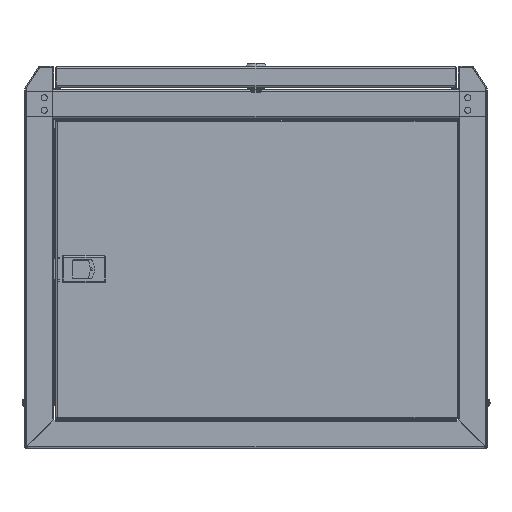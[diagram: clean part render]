
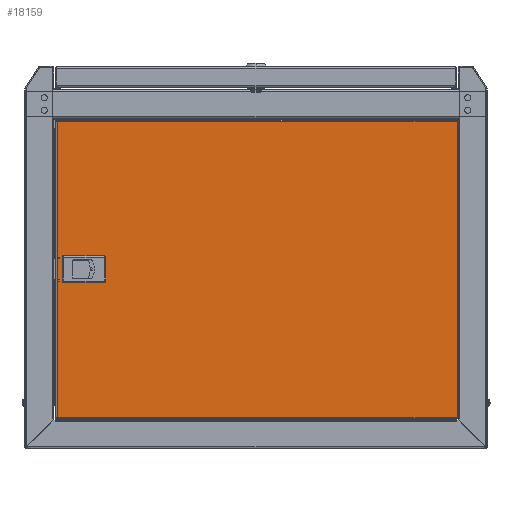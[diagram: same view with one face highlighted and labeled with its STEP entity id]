
A CAD part, left-side view. The second image highlights one B-rep face of the part: STEP entity #18159.
In plain terms, the highlighted face is planar.
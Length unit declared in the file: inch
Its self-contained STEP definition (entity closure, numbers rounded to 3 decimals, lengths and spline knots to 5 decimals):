
#928 = EDGE_CURVE ( 'NONE', #4266, #2497, #22180, .T. ) ;
#2356 = LINE ( 'NONE', #66217, #32364 ) ;
#2497 = VERTEX_POINT ( 'NONE', #75061 ) ;
#2829 = FACE_BOUND ( 'NONE', #12135, .T. ) ;
#4266 = VERTEX_POINT ( 'NONE', #29962 ) ;
#4552 = CARTESIAN_POINT ( 'NONE',  ( 0., 8.22343, 0.0315 ) ) ;
#5162 = VERTEX_POINT ( 'NONE', #42185 ) ;
#5372 = DIRECTION ( 'NONE',  ( 1., 0., 0. ) ) ;
#8783 = ORIENTED_EDGE ( 'NONE', *, *, #25336, .T. ) ;
#10042 = ORIENTED_EDGE ( 'NONE', *, *, #42710, .T. ) ;
#12135 = EDGE_LOOP ( 'NONE', ( #10042, #61528, #60524, #56477 ) ) ;
#12455 = LINE ( 'NONE', #18695, #80171 ) ;
#14044 = ORIENTED_EDGE ( 'NONE', *, *, #24878, .T. ) ;
#16527 = CARTESIAN_POINT ( 'NONE',  ( -0.47938, 7.07948, 0.0315 ) ) ;
#18159 = ADVANCED_FACE ( 'NONE', ( #2829, #34906 ), #79228, .T. ) ;
#18323 = CARTESIAN_POINT ( 'NONE',  ( -0.47938, 7.87092, 0.0315 ) ) ;
#18333 = CARTESIAN_POINT ( 'NONE',  ( 6.10039, -8.24311, 0.0315 ) ) ;
#18695 = CARTESIAN_POINT ( 'NONE',  ( 0., -8.24311, 0.0315 ) ) ;
#20355 = ORIENTED_EDGE ( 'NONE', *, *, #21025, .T. ) ;
#20460 = ORIENTED_EDGE ( 'NONE', *, *, #35541, .T. ) ;
#21025 = EDGE_CURVE ( 'NONE', #58234, #49315, #73018, .T. ) ;
#22180 = LINE ( 'NONE', #73941, #29826 ) ;
#24878 = EDGE_CURVE ( 'NONE', #49315, #43464, #61727, .T. ) ;
#25336 = EDGE_CURVE ( 'NONE', #43464, #57226, #49252, .T. ) ;
#26025 = EDGE_CURVE ( 'NONE', #5162, #4266, #38998, .T. ) ;
#28388 = VECTOR ( 'NONE', #34952, 39.37008 ) ;
#29401 = DIRECTION ( 'NONE',  ( 1., 0., 0. ) ) ;
#29826 = VECTOR ( 'NONE', #47621, 39.37008 ) ;
#29962 = CARTESIAN_POINT ( 'NONE',  ( 0.47938, 6.28805, 0.0315 ) ) ;
#30618 = CARTESIAN_POINT ( 'NONE',  ( 0., 0., 0.0315 ) ) ;
#32364 = VECTOR ( 'NONE', #29401, 39.37008 ) ;
#34906 = FACE_OUTER_BOUND ( 'NONE', #74605, .T. ) ;
#34952 = DIRECTION ( 'NONE',  ( 0., 1., 0. ) ) ;
#35324 = DIRECTION ( 'NONE',  ( 0., 0., 1. ) ) ;
#35541 = EDGE_CURVE ( 'NONE', #57226, #58234, #12455, .T. ) ;
#38998 = LINE ( 'NONE', #58244, #43649 ) ;
#42185 = CARTESIAN_POINT ( 'NONE',  ( 0.47938, 7.87092, 0.0315 ) ) ;
#42563 = DIRECTION ( 'NONE',  ( 0., -1., 0. ) ) ;
#42710 = EDGE_CURVE ( 'NONE', #2497, #50534, #72932, .T. ) ;
#43464 = VERTEX_POINT ( 'NONE', #48349 ) ;
#43649 = VECTOR ( 'NONE', #51140, 39.37008 ) ;
#47038 = DIRECTION ( 'NONE',  ( 1., 0., 0. ) ) ;
#47621 = DIRECTION ( 'NONE',  ( -1., 0., 0. ) ) ;
#47786 = AXIS2_PLACEMENT_3D ( 'NONE', #30618, #35324, #47038 ) ;
#48027 = CARTESIAN_POINT ( 'NONE',  ( -6.10039, 0., 0.0315 ) ) ;
#48349 = CARTESIAN_POINT ( 'NONE',  ( -6.10039, 8.22343, 0.0315 ) ) ;
#49252 = LINE ( 'NONE', #48027, #82281 ) ;
#49315 = VERTEX_POINT ( 'NONE', #59500 ) ;
#50534 = VERTEX_POINT ( 'NONE', #18323 ) ;
#51140 = DIRECTION ( 'NONE',  ( 0., -1., 0. ) ) ;
#55529 = VECTOR ( 'NONE', #66651, 39.37008 ) ;
#56477 = ORIENTED_EDGE ( 'NONE', *, *, #928, .T. ) ;
#56718 = DIRECTION ( 'NONE',  ( -1., 0., 0. ) ) ;
#57226 = VERTEX_POINT ( 'NONE', #67525 ) ;
#58234 = VERTEX_POINT ( 'NONE', #18333 ) ;
#58244 = CARTESIAN_POINT ( 'NONE',  ( 0.47938, 7.07948, 0.0315 ) ) ;
#58526 = EDGE_CURVE ( 'NONE', #50534, #5162, #2356, .T. ) ;
#59500 = CARTESIAN_POINT ( 'NONE',  ( 6.10039, 8.22343, 0.0315 ) ) ;
#60524 = ORIENTED_EDGE ( 'NONE', *, *, #26025, .T. ) ;
#61528 = ORIENTED_EDGE ( 'NONE', *, *, #58526, .T. ) ;
#61727 = LINE ( 'NONE', #4552, #80276 ) ;
#66217 = CARTESIAN_POINT ( 'NONE',  ( 0., 7.87092, 0.0315 ) ) ;
#66651 = DIRECTION ( 'NONE',  ( 0., 1., 0. ) ) ;
#67525 = CARTESIAN_POINT ( 'NONE',  ( -6.10039, -8.24311, 0.0315 ) ) ;
#72932 = LINE ( 'NONE', #16527, #55529 ) ;
#73018 = LINE ( 'NONE', #80503, #28388 ) ;
#73941 = CARTESIAN_POINT ( 'NONE',  ( 0., 6.28805, 0.0315 ) ) ;
#74605 = EDGE_LOOP ( 'NONE', ( #14044, #8783, #20460, #20355 ) ) ;
#75061 = CARTESIAN_POINT ( 'NONE',  ( -0.47938, 6.28805, 0.0315 ) ) ;
#79228 = PLANE ( 'NONE',  #47786 ) ;
#80171 = VECTOR ( 'NONE', #5372, 39.37008 ) ;
#80276 = VECTOR ( 'NONE', #56718, 39.37008 ) ;
#80503 = CARTESIAN_POINT ( 'NONE',  ( 6.10039, 0., 0.0315 ) ) ;
#82281 = VECTOR ( 'NONE', #42563, 39.37008 ) ;
